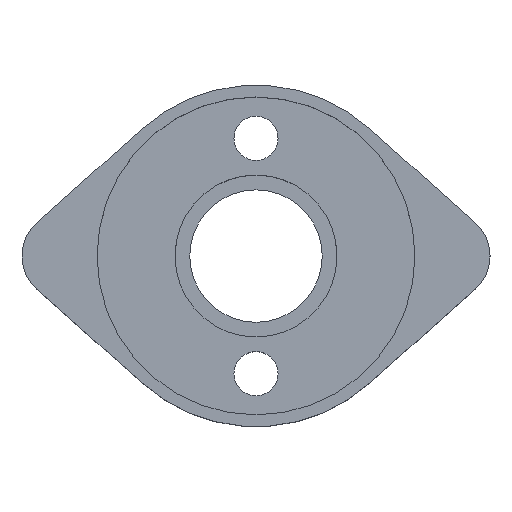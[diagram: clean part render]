
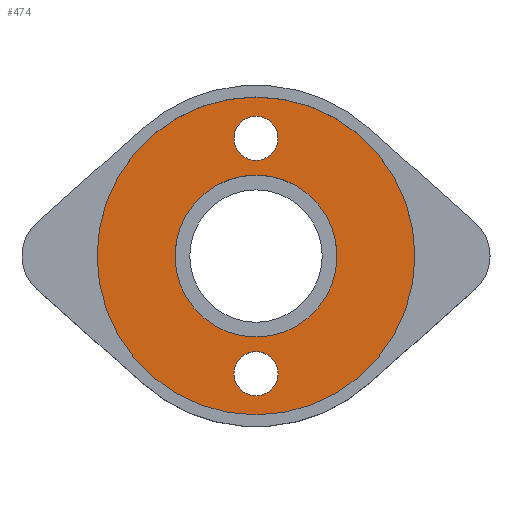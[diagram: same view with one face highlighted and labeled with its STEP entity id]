
A CAD part, top view. The second image highlights one B-rep face of the part: STEP entity #474.
In plain terms, the highlighted planar face has unit normal (0, 0, 1).
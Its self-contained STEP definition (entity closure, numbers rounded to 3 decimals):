
#28=FACE_BOUND('',#99,.T.);
#29=FACE_BOUND('',#100,.T.);
#30=FACE_BOUND('',#101,.T.);
#40=PLANE('',#543);
#66=FACE_OUTER_BOUND('',#98,.T.);
#98=EDGE_LOOP('',(#416));
#99=EDGE_LOOP('',(#417));
#100=EDGE_LOOP('',(#418));
#101=EDGE_LOOP('',(#419));
#199=CIRCLE('',#530,1.5);
#202=CIRCLE('',#535,1.5);
#203=CIRCLE('',#537,5.5);
#206=CIRCLE('',#542,10.8);
#239=VERTEX_POINT('',#796);
#242=VERTEX_POINT('',#806);
#243=VERTEX_POINT('',#810);
#246=VERTEX_POINT('',#819);
#296=EDGE_CURVE('',#239,#239,#199,.T.);
#301=EDGE_CURVE('',#242,#242,#202,.T.);
#302=EDGE_CURVE('',#243,#243,#203,.T.);
#307=EDGE_CURVE('',#246,#246,#206,.T.);
#416=ORIENTED_EDGE('',*,*,#307,.F.);
#417=ORIENTED_EDGE('',*,*,#296,.T.);
#418=ORIENTED_EDGE('',*,*,#301,.T.);
#419=ORIENTED_EDGE('',*,*,#302,.T.);
#474=ADVANCED_FACE('',(#66,#28,#29,#30),#40,.T.);
#530=AXIS2_PLACEMENT_3D('',#798,#652,#653);
#535=AXIS2_PLACEMENT_3D('',#808,#664,#665);
#537=AXIS2_PLACEMENT_3D('',#811,#668,#669);
#542=AXIS2_PLACEMENT_3D('',#821,#680,#681);
#543=AXIS2_PLACEMENT_3D('',#822,#682,#683);
#652=DIRECTION('center_axis',(0.,0.,-1.));
#653=DIRECTION('ref_axis',(-1.,0.,0.));
#664=DIRECTION('center_axis',(0.,0.,-1.));
#665=DIRECTION('ref_axis',(-1.,0.,0.));
#668=DIRECTION('center_axis',(0.,0.,-1.));
#669=DIRECTION('ref_axis',(-1.,0.,0.));
#680=DIRECTION('center_axis',(0.,0.,-1.));
#681=DIRECTION('ref_axis',(-1.,0.,0.));
#682=DIRECTION('center_axis',(0.,0.,1.));
#683=DIRECTION('ref_axis',(-1.,0.,0.));
#796=CARTESIAN_POINT('',(1.5,-8.,4.));
#798=CARTESIAN_POINT('Origin',(0.,-8.,4.));
#806=CARTESIAN_POINT('',(1.5,8.,4.));
#808=CARTESIAN_POINT('Origin',(0.,8.,4.));
#810=CARTESIAN_POINT('',(5.5,0.,4.));
#811=CARTESIAN_POINT('Origin',(0.,0.,4.));
#819=CARTESIAN_POINT('',(10.8,0.,4.));
#821=CARTESIAN_POINT('Origin',(0.,0.,4.));
#822=CARTESIAN_POINT('Origin',(0.,0.,4.));
